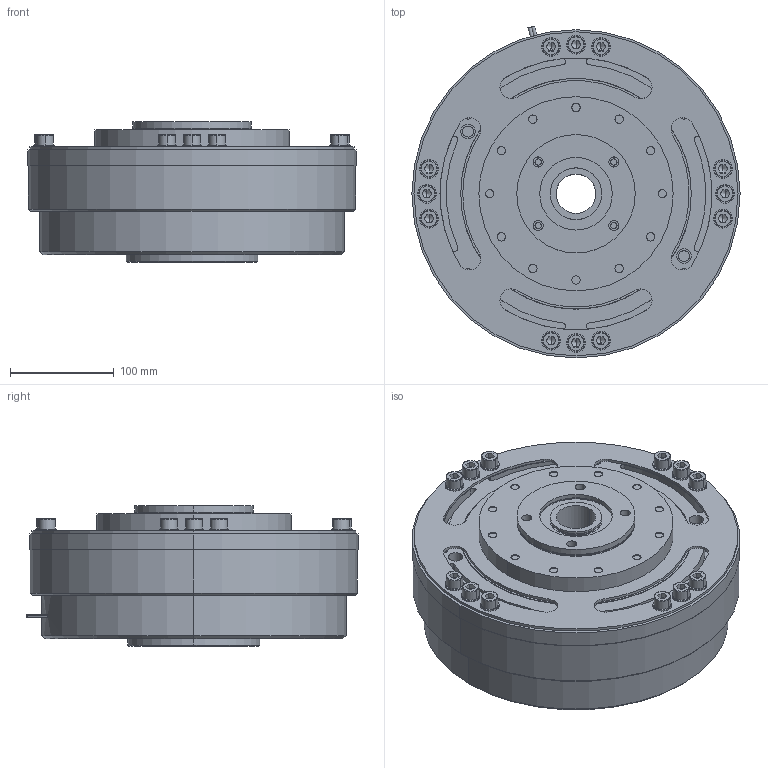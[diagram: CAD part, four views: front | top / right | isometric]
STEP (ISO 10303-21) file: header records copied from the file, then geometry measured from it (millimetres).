
FILE_DESCRIPTION (( 'STEP AP203' ), '1' );
FILE_NAME ('MMC 140G-04_80002328.STEP', '2016-08-11T02:45:02', ( ' ' ), ( '' ), 'SwSTEP 2.0', 'SolidWorks 2009', '' );
FILE_SCHEMA (( 'CONFIG_CONTROL_DESIGN' ));
Length unit declared in the file: millimetre
Products named in the file (1): MMC 140G-04_80002328
Bounding box: 316 x 319.65 x 135 mm (x, y, z)
Volume: 7884063 mm3; surface area: 391339.2 mm2
Topology: 1 solids, 1 shells, 621 faces, 1423 edges, 868 vertices
Faces by surface type: cylinder 282, plane 247, torus 58, cone 34
Entity records: 17652 total; most frequent: DIRECTION 3385, CARTESIAN_POINT 2989, ORIENTED_EDGE 2790, EDGE_CURVE 1395, AXIS2_PLACEMENT_3D 1372, VERTEX_POINT 868, CIRCLE 750, EDGE_LOOP 747
